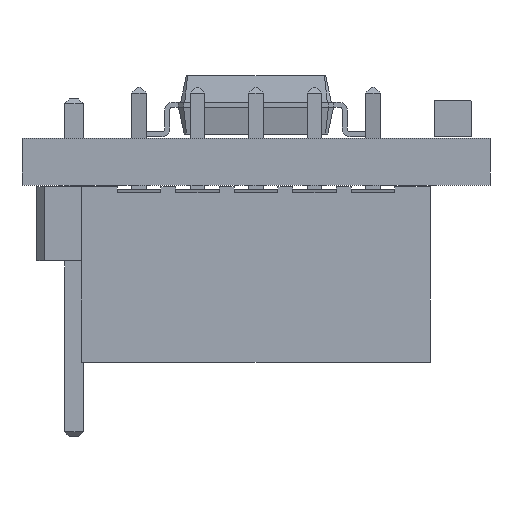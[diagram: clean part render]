
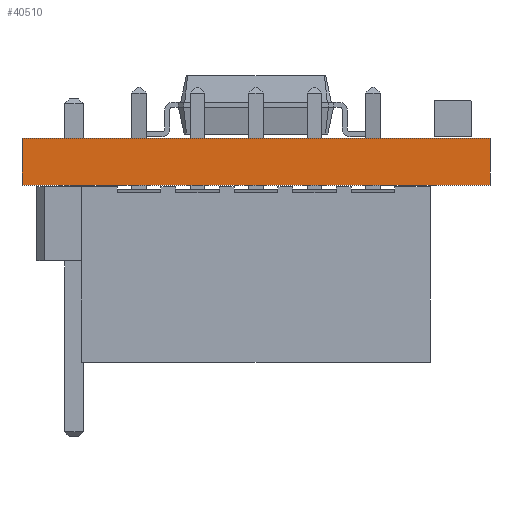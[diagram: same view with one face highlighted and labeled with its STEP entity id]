
A CAD part, front view. The second image highlights one B-rep face of the part: STEP entity #40510.
In plain terms, the highlighted planar face has unit normal (0, -1, 0).
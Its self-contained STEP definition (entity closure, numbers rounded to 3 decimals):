
#39304 = PLANE('',#39305);
#39305 = AXIS2_PLACEMENT_3D('',#39306,#39307,#39308);
#39306 = CARTESIAN_POINT('',(180.847,-114.298,0.));
#39307 = DIRECTION('',(-1.,0.,0.));
#39308 = DIRECTION('',(0.,1.,0.));
#39332 = PLANE('',#39333);
#39333 = AXIS2_PLACEMENT_3D('',#39334,#39335,#39336);
#39334 = CARTESIAN_POINT('',(172.847,-98.298,1.6));
#39335 = DIRECTION('',(0.,0.,1.));
#39336 = DIRECTION('',(1.,0.,0.));
#39360 = PLANE('',#39361);
#39361 = AXIS2_PLACEMENT_3D('',#39362,#39363,#39364);
#39362 = CARTESIAN_POINT('',(164.847,-82.298,0.));
#39363 = DIRECTION('',(1.,0.,0.));
#39364 = DIRECTION('',(0.,-1.,0.));
#39386 = PLANE('',#39387);
#39387 = AXIS2_PLACEMENT_3D('',#39388,#39389,#39390);
#39388 = CARTESIAN_POINT('',(172.847,-98.298,0.));
#39389 = DIRECTION('',(0.,0.,1.));
#39390 = DIRECTION('',(1.,0.,0.));
#39401 = EDGE_CURVE('',#39402,#39404,#39406,.T.);
#39402 = VERTEX_POINT('',#39403);
#39403 = CARTESIAN_POINT('',(180.847,-114.298,0.));
#39404 = VERTEX_POINT('',#39405);
#39405 = CARTESIAN_POINT('',(180.847,-114.298,1.6));
#39406 = SURFACE_CURVE('',#39407,(#39411,#39418),.PCURVE_S1.);
#39407 = LINE('',#39408,#39409);
#39408 = CARTESIAN_POINT('',(180.847,-114.298,0.));
#39409 = VECTOR('',#39410,1.);
#39410 = DIRECTION('',(0.,0.,1.));
#39411 = PCURVE('',#39304,#39412);
#39412 = DEFINITIONAL_REPRESENTATION('',(#39413),#39417);
#39413 = LINE('',#39414,#39415);
#39414 = CARTESIAN_POINT('',(0.,0.));
#39415 = VECTOR('',#39416,1.);
#39416 = DIRECTION('',(0.,-1.));
#39417 = ( GEOMETRIC_REPRESENTATION_CONTEXT(2) 
PARAMETRIC_REPRESENTATION_CONTEXT() REPRESENTATION_CONTEXT('2D SPACE',''
  ) );
#39418 = PCURVE('',#39419,#39424);
#39419 = PLANE('',#39420);
#39420 = AXIS2_PLACEMENT_3D('',#39421,#39422,#39423);
#39421 = CARTESIAN_POINT('',(164.847,-114.298,0.));
#39422 = DIRECTION('',(0.,1.,0.));
#39423 = DIRECTION('',(1.,0.,0.));
#39424 = DEFINITIONAL_REPRESENTATION('',(#39425),#39429);
#39425 = LINE('',#39426,#39427);
#39426 = CARTESIAN_POINT('',(16.,0.));
#39427 = VECTOR('',#39428,1.);
#39428 = DIRECTION('',(0.,-1.));
#39429 = ( GEOMETRIC_REPRESENTATION_CONTEXT(2) 
PARAMETRIC_REPRESENTATION_CONTEXT() REPRESENTATION_CONTEXT('2D SPACE',''
  ) );
#39479 = VERTEX_POINT('',#39480);
#39480 = CARTESIAN_POINT('',(164.847,-114.298,1.6));
#39501 = EDGE_CURVE('',#39502,#39479,#39504,.T.);
#39502 = VERTEX_POINT('',#39503);
#39503 = CARTESIAN_POINT('',(164.847,-114.298,0.));
#39504 = SURFACE_CURVE('',#39505,(#39509,#39516),.PCURVE_S1.);
#39505 = LINE('',#39506,#39507);
#39506 = CARTESIAN_POINT('',(164.847,-114.298,0.));
#39507 = VECTOR('',#39508,1.);
#39508 = DIRECTION('',(0.,0.,1.));
#39509 = PCURVE('',#39360,#39510);
#39510 = DEFINITIONAL_REPRESENTATION('',(#39511),#39515);
#39511 = LINE('',#39512,#39513);
#39512 = CARTESIAN_POINT('',(32.,0.));
#39513 = VECTOR('',#39514,1.);
#39514 = DIRECTION('',(0.,-1.));
#39515 = ( GEOMETRIC_REPRESENTATION_CONTEXT(2) 
PARAMETRIC_REPRESENTATION_CONTEXT() REPRESENTATION_CONTEXT('2D SPACE',''
  ) );
#39516 = PCURVE('',#39419,#39517);
#39517 = DEFINITIONAL_REPRESENTATION('',(#39518),#39522);
#39518 = LINE('',#39519,#39520);
#39519 = CARTESIAN_POINT('',(0.,0.));
#39520 = VECTOR('',#39521,1.);
#39521 = DIRECTION('',(0.,-1.));
#39522 = ( GEOMETRIC_REPRESENTATION_CONTEXT(2) 
PARAMETRIC_REPRESENTATION_CONTEXT() REPRESENTATION_CONTEXT('2D SPACE',''
  ) );
#39550 = EDGE_CURVE('',#39502,#39402,#39551,.T.);
#39551 = SURFACE_CURVE('',#39552,(#39556,#39563),.PCURVE_S1.);
#39552 = LINE('',#39553,#39554);
#39553 = CARTESIAN_POINT('',(164.847,-114.298,0.));
#39554 = VECTOR('',#39555,1.);
#39555 = DIRECTION('',(1.,0.,0.));
#39556 = PCURVE('',#39386,#39557);
#39557 = DEFINITIONAL_REPRESENTATION('',(#39558),#39562);
#39558 = LINE('',#39559,#39560);
#39559 = CARTESIAN_POINT('',(-8.,-16.));
#39560 = VECTOR('',#39561,1.);
#39561 = DIRECTION('',(1.,0.));
#39562 = ( GEOMETRIC_REPRESENTATION_CONTEXT(2) 
PARAMETRIC_REPRESENTATION_CONTEXT() REPRESENTATION_CONTEXT('2D SPACE',''
  ) );
#39563 = PCURVE('',#39419,#39564);
#39564 = DEFINITIONAL_REPRESENTATION('',(#39565),#39569);
#39565 = LINE('',#39566,#39567);
#39566 = CARTESIAN_POINT('',(0.,0.));
#39567 = VECTOR('',#39568,1.);
#39568 = DIRECTION('',(1.,0.));
#39569 = ( GEOMETRIC_REPRESENTATION_CONTEXT(2) 
PARAMETRIC_REPRESENTATION_CONTEXT() REPRESENTATION_CONTEXT('2D SPACE',''
  ) );
#40073 = EDGE_CURVE('',#39479,#39404,#40074,.T.);
#40074 = SURFACE_CURVE('',#40075,(#40079,#40086),.PCURVE_S1.);
#40075 = LINE('',#40076,#40077);
#40076 = CARTESIAN_POINT('',(164.847,-114.298,1.6));
#40077 = VECTOR('',#40078,1.);
#40078 = DIRECTION('',(1.,0.,0.));
#40079 = PCURVE('',#39332,#40080);
#40080 = DEFINITIONAL_REPRESENTATION('',(#40081),#40085);
#40081 = LINE('',#40082,#40083);
#40082 = CARTESIAN_POINT('',(-8.,-16.));
#40083 = VECTOR('',#40084,1.);
#40084 = DIRECTION('',(1.,0.));
#40085 = ( GEOMETRIC_REPRESENTATION_CONTEXT(2) 
PARAMETRIC_REPRESENTATION_CONTEXT() REPRESENTATION_CONTEXT('2D SPACE',''
  ) );
#40086 = PCURVE('',#39419,#40087);
#40087 = DEFINITIONAL_REPRESENTATION('',(#40088),#40092);
#40088 = LINE('',#40089,#40090);
#40089 = CARTESIAN_POINT('',(0.,-1.6));
#40090 = VECTOR('',#40091,1.);
#40091 = DIRECTION('',(1.,0.));
#40092 = ( GEOMETRIC_REPRESENTATION_CONTEXT(2) 
PARAMETRIC_REPRESENTATION_CONTEXT() REPRESENTATION_CONTEXT('2D SPACE',''
  ) );
#40510 = ADVANCED_FACE('',(#40511),#39419,.F.);
#40511 = FACE_BOUND('',#40512,.F.);
#40512 = EDGE_LOOP('',(#40513,#40514,#40515,#40516));
#40513 = ORIENTED_EDGE('',*,*,#39501,.T.);
#40514 = ORIENTED_EDGE('',*,*,#40073,.T.);
#40515 = ORIENTED_EDGE('',*,*,#39401,.F.);
#40516 = ORIENTED_EDGE('',*,*,#39550,.F.);
